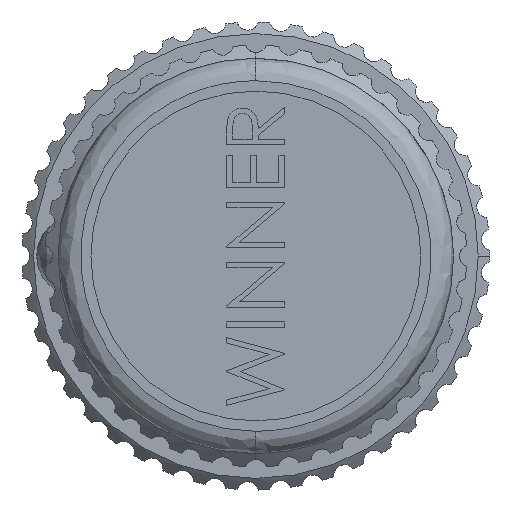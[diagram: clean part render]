
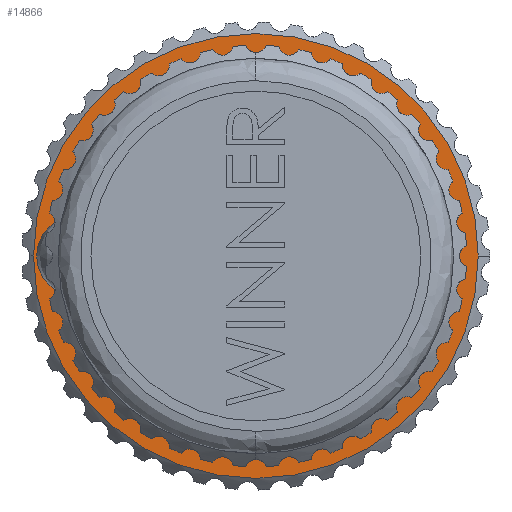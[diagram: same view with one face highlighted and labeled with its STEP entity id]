
A CAD part, left-side view. The second image highlights one B-rep face of the part: STEP entity #14866.
In plain terms, the highlighted planar face has unit normal (-1, 0, 0).
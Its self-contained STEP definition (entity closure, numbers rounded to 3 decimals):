
#1565 = CARTESIAN_POINT ( 'NONE',  ( -13.42, 0., 0. ) ) ;
#1568 = PLANE ( 'NONE',  #18533 ) ;
#1570 = DIRECTION ( 'NONE',  ( -1., 0., 0. ) ) ;
#1571 = DIRECTION ( 'NONE',  ( 0., -1., 0. ) ) ;
#4684 = CARTESIAN_POINT ( 'NONE',  ( -13.42, 0., 0. ) ) ;
#4685 = DIRECTION ( 'NONE',  ( 1., 0., 0. ) ) ;
#4686 = DIRECTION ( 'NONE',  ( 0., -1., 0. ) ) ;
#4893 = CARTESIAN_POINT ( 'NONE',  ( -13.42, 15.3, 0. ) ) ;
#5084 = CARTESIAN_POINT ( 'NONE',  ( -13.42, -8.56, 0. ) ) ;
#5142 = CARTESIAN_POINT ( 'NONE',  ( -13.42, -15.3, 0. ) ) ;
#6135 = FACE_OUTER_BOUND ( 'NONE', #20595, .T. ) ;
#14866 = ADVANCED_FACE ( 'NONE', ( #6135, #37056 ), #1568, .T. ) ;
#17637 = ORIENTED_EDGE ( 'NONE', *, *, #20158, .T. ) ;
#17738 = ORIENTED_EDGE ( 'NONE', *, *, #20311, .F. ) ;
#17774 = ORIENTED_EDGE ( 'NONE', *, *, #20157, .F. ) ;
#18093 = ORIENTED_EDGE ( 'NONE', *, *, #20471, .T. ) ;
#18212 = VERTEX_POINT ( 'NONE', #37150 ) ;
#18533 = AXIS2_PLACEMENT_3D ( 'NONE', #1565, #1570, #1571 ) ;
#20157 = EDGE_CURVE ( 'NONE', #21253, #20611, #29116, .T. ) ;
#20158 = EDGE_CURVE ( 'NONE', #18212, #21205, #29118, .T. ) ;
#20311 = EDGE_CURVE ( 'NONE', #20611, #21253, #29260, .T. ) ;
#20471 = EDGE_CURVE ( 'NONE', #21205, #18212, #29376, .T. ) ;
#20595 = EDGE_LOOP ( 'NONE', ( #17738, #17774 ) ) ;
#20611 = VERTEX_POINT ( 'NONE', #4893 ) ;
#21083 = EDGE_LOOP ( 'NONE', ( #18093, #17637 ) ) ;
#21205 = VERTEX_POINT ( 'NONE', #5084 ) ;
#21253 = VERTEX_POINT ( 'NONE', #5142 ) ;
#27901 = CARTESIAN_POINT ( 'NONE',  ( -13.42, 0., 0. ) ) ;
#27903 = DIRECTION ( 'NONE',  ( 1., 0., 0. ) ) ;
#27906 = DIRECTION ( 'NONE',  ( 0., 1., 0. ) ) ;
#29116 = CIRCLE ( 'NONE', #41566, 15.3 ) ;
#29118 = CIRCLE ( 'NONE', #41567, 8.56 ) ;
#29260 = CIRCLE ( 'NONE', #41619, 15.3 ) ;
#29376 = CIRCLE ( 'NONE', #41660, 8.56 ) ;
#32094 = CARTESIAN_POINT ( 'NONE',  ( -13.42, 0., 0. ) ) ;
#32096 = DIRECTION ( 'NONE',  ( 1., 0., 0. ) ) ;
#32098 = DIRECTION ( 'NONE',  ( 0., 1., 0. ) ) ;
#32103 = CARTESIAN_POINT ( 'NONE',  ( -13.42, 0., 0. ) ) ;
#32105 = DIRECTION ( 'NONE',  ( 1., 0., 0. ) ) ;
#32106 = DIRECTION ( 'NONE',  ( 0., -1., 0. ) ) ;
#37056 = FACE_BOUND ( 'NONE', #21083, .T. ) ;
#37150 = CARTESIAN_POINT ( 'NONE',  ( -13.42, 8.56, 0. ) ) ;
#41566 = AXIS2_PLACEMENT_3D ( 'NONE', #32094, #32096, #32098 ) ;
#41567 = AXIS2_PLACEMENT_3D ( 'NONE', #32103, #32105, #32106 ) ;
#41619 = AXIS2_PLACEMENT_3D ( 'NONE', #27901, #27903, #27906 ) ;
#41660 = AXIS2_PLACEMENT_3D ( 'NONE', #4684, #4685, #4686 ) ;
